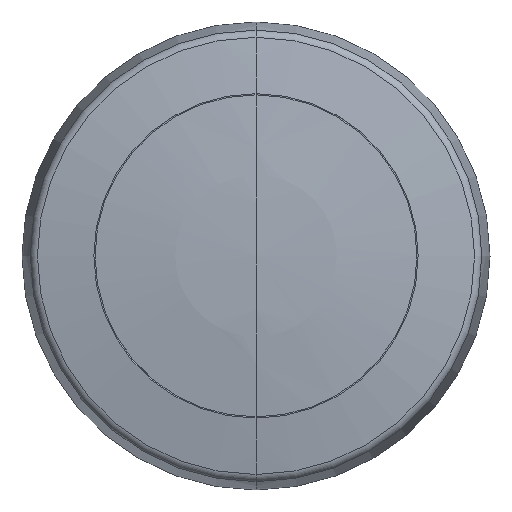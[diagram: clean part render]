
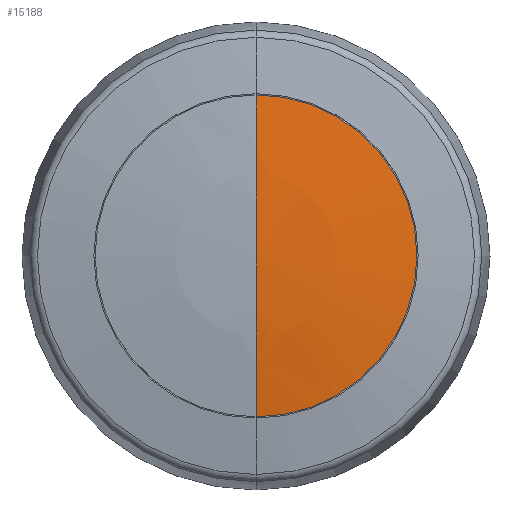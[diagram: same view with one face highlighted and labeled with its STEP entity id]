
A CAD part, top view. The second image highlights one B-rep face of the part: STEP entity #15188.
In plain terms, the highlighted spherical face has radius 100 mm.
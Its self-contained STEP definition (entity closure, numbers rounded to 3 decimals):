
#3818=CARTESIAN_POINT('',(0.,0.,21.064));
#3819=DIRECTION('',(0.,0.,-1.));
#3820=DIRECTION('',(0.,1.,0.));
#3821=AXIS2_PLACEMENT_3D('',#3818,#3819,#3820);
#3823=CARTESIAN_POINT('',(0.,0.,-77.993));
#3824=DIRECTION('',(1.,0.,0.));
#3825=DIRECTION('',(0.,0.137,0.991));
#3826=AXIS2_PLACEMENT_3D('',#3823,#3824,#3825);
#3828=CARTESIAN_POINT('',(0.,0.,-77.993));
#3829=DIRECTION('',(-1.,0.,0.));
#3830=DIRECTION('',(0.,-0.137,0.991));
#3831=AXIS2_PLACEMENT_3D('',#3828,#3829,#3830);
#4284=CARTESIAN_POINT('',(0.,13.7,21.064));
#4286=VERTEX_POINT('',#4284);
#4287=CARTESIAN_POINT('',(0.,0.,22.007));
#4288=VERTEX_POINT('',#4287);
#4290=CARTESIAN_POINT('',(0.,-13.7,21.064));
#4292=VERTEX_POINT('',#4290);
#15176=CARTESIAN_POINT('',(0.,0.,-77.993));
#15177=DIRECTION('',(0.,0.,-1.));
#15178=DIRECTION('',(0.,-1.,0.));
#15179=AXIS2_PLACEMENT_3D('',#15176,#15177,#15178);
#15180=SPHERICAL_SURFACE('',#15179,100.);
#15182=ORIENTED_EDGE('',*,*,#15181,.F.);
#15183=ORIENTED_EDGE('',*,*,#15171,.T.);
#15185=ORIENTED_EDGE('',*,*,#15184,.T.);
#15186=EDGE_LOOP('',(#15182,#15183,#15185));
#15187=FACE_OUTER_BOUND('',#15186,.F.);
#15188=ADVANCED_FACE('',(#15187),#15180,.T.);
#3822=CIRCLE('',#3821,13.7);
#3827=CIRCLE('',#3826,100.);
#3832=CIRCLE('',#3831,100.);
#15171=EDGE_CURVE('',#4286,#4292,#3822,.T.);
#15181=EDGE_CURVE('',#4286,#4288,#3827,.T.);
#15184=EDGE_CURVE('',#4292,#4288,#3832,.T.);
